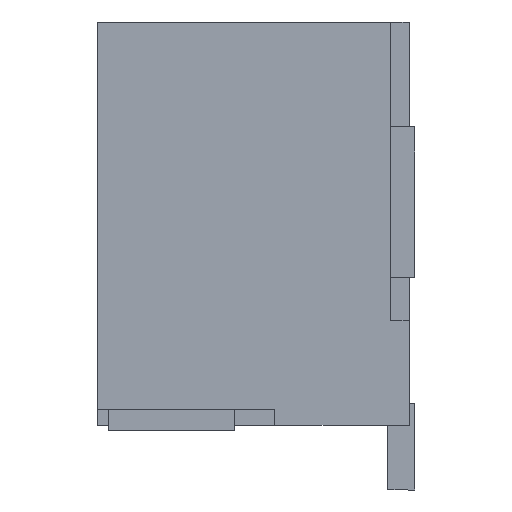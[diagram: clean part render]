
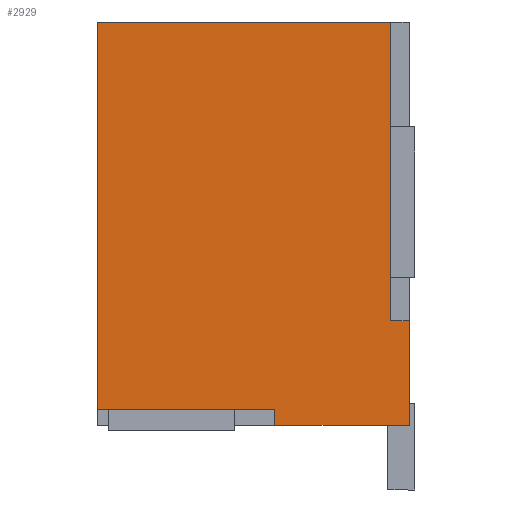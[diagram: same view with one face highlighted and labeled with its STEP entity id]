
A CAD part, left-side view. The second image highlights one B-rep face of the part: STEP entity #2929.
In plain terms, the highlighted planar face has unit normal (-1, 0, 0).
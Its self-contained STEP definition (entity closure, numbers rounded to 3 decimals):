
#1 = CARTESIAN_POINT ( 'NONE',  ( -3.75, 5.8, 3.75 ) ) ;
#2 = LINE ( 'NONE', #1, #4 ) ;
#3 = DIRECTION ( 'NONE',  ( 0., 0., -1. ) ) ;
#4 = VECTOR ( 'NONE', #3, 1000. ) ;
#5 = CARTESIAN_POINT ( 'NONE',  ( -3.75, 0., 3.75 ) ) ;
#6 = LINE ( 'NONE', #5, #17 ) ;
#16 = DIRECTION ( 'NONE',  ( 0., 1., 0. ) ) ;
#17 = VECTOR ( 'NONE', #16, 1000. ) ;
#25 = CARTESIAN_POINT ( 'NONE',  ( -3.75, 2.5, -3.45 ) ) ;
#80 = DIRECTION ( 'NONE',  ( 0., 1., 0. ) ) ;
#81 = VECTOR ( 'NONE', #80, 1000. ) ;
#82 = CARTESIAN_POINT ( 'NONE',  ( -3.75, 2.5, -3.45 ) ) ;
#83 = LINE ( 'NONE', #82, #81 ) ;
#131 = CARTESIAN_POINT ( 'NONE',  ( -3.75, 0.35, -1.8 ) ) ;
#132 = DIRECTION ( 'NONE',  ( 0., 0., 1. ) ) ;
#133 = VECTOR ( 'NONE', #132, 1000. ) ;
#134 = CARTESIAN_POINT ( 'NONE',  ( -3.75, 0.35, -1.8 ) ) ;
#135 = LINE ( 'NONE', #134, #133 ) ;
#136 = CARTESIAN_POINT ( 'NONE',  ( -3.75, 0.35, 3.75 ) ) ;
#172 = CARTESIAN_POINT ( 'NONE',  ( -3.75, 0., -1.8 ) ) ;
#238 = CARTESIAN_POINT ( 'NONE',  ( -3.75, 5.8, -3.45 ) ) ;
#264 = CARTESIAN_POINT ( 'NONE',  ( -3.75, 0., -3.75 ) ) ;
#353 = CARTESIAN_POINT ( 'NONE',  ( -3.75, 5.8, 3.75 ) ) ;
#406 = DIRECTION ( 'NONE',  ( 0., 1., 0. ) ) ;
#407 = DIRECTION ( 'NONE',  ( 1., 0., 0. ) ) ;
#408 = CARTESIAN_POINT ( 'NONE',  ( -3.75, 0., 3.75 ) ) ;
#409 = AXIS2_PLACEMENT_3D ( 'NONE', #408, #407, #406 ) ;
#410 = PLANE ( 'NONE',  #409 ) ;
#432 = LINE ( 'NONE', #440, #436 ) ;
#436 = VECTOR ( 'NONE', #442, 1000. ) ;
#440 = CARTESIAN_POINT ( 'NONE',  ( -3.75, 0., -1.8 ) ) ;
#442 = DIRECTION ( 'NONE',  ( 0., -1., 0. ) ) ;
#448 = FACE_OUTER_BOUND ( 'NONE', #2933, .T. ) ;
#2466 = CARTESIAN_POINT ( 'NONE',  ( -3.75, 2.5, -3.75 ) ) ;
#2554 = DIRECTION ( 'NONE',  ( 0., -1., 0. ) ) ;
#2555 = VECTOR ( 'NONE', #2554, 1000. ) ;
#2556 = CARTESIAN_POINT ( 'NONE',  ( -3.75, 0., -3.75 ) ) ;
#2557 = LINE ( 'NONE', #2556, #2555 ) ;
#2571 = CARTESIAN_POINT ( 'NONE',  ( -3.75, 2.5, -3.75 ) ) ;
#2573 = VECTOR ( 'NONE', #2574, 1000. ) ;
#2574 = DIRECTION ( 'NONE',  ( 0., 0., 1. ) ) ;
#2578 = LINE ( 'NONE', #2571, #2573 ) ;
#2673 = VERTEX_POINT ( 'NONE', #25 ) ;
#2699 = VERTEX_POINT ( 'NONE', #172 ) ;
#2705 = VERTEX_POINT ( 'NONE', #238 ) ;
#2734 = VERTEX_POINT ( 'NONE', #136 ) ;
#2736 = EDGE_CURVE ( 'NONE', #2737, #2734, #135, .T. ) ;
#2737 = VERTEX_POINT ( 'NONE', #131 ) ;
#2755 = EDGE_CURVE ( 'NONE', #2673, #2705, #83, .T. ) ;
#2795 = ORIENTED_EDGE ( 'NONE', *, *, #2834, .T. ) ;
#2798 = VERTEX_POINT ( 'NONE', #264 ) ;
#2805 = VERTEX_POINT ( 'NONE', #353 ) ;
#2827 = EDGE_CURVE ( 'NONE', #2734, #2805, #6, .T. ) ;
#2834 = EDGE_CURVE ( 'NONE', #2798, #2699, #3108, .T. ) ;
#2848 = EDGE_CURVE ( 'NONE', #2805, #2705, #2, .T. ) ;
#2883 = EDGE_CURVE ( 'NONE', #2885, #2798, #2557, .T. ) ;
#2885 = VERTEX_POINT ( 'NONE', #2466 ) ;
#2916 = EDGE_CURVE ( 'NONE', #2885, #2673, #2578, .T. ) ;
#2918 = EDGE_CURVE ( 'NONE', #2737, #2699, #432, .T. ) ;
#2919 = ORIENTED_EDGE ( 'NONE', *, *, #2827, .T. ) ;
#2924 = ORIENTED_EDGE ( 'NONE', *, *, #2883, .T. ) ;
#2925 = ORIENTED_EDGE ( 'NONE', *, *, #2916, .F. ) ;
#2929 = ADVANCED_FACE ( 'NONE', ( #448 ), #410, .F. ) ;
#2930 = ORIENTED_EDGE ( 'NONE', *, *, #2918, .F. ) ;
#2933 = EDGE_LOOP ( 'NONE', ( #2930, #2935, #2919, #2946, #2936, #2925, #2924, #2795 ) ) ;
#2935 = ORIENTED_EDGE ( 'NONE', *, *, #2736, .T. ) ;
#2936 = ORIENTED_EDGE ( 'NONE', *, *, #2755, .F. ) ;
#2946 = ORIENTED_EDGE ( 'NONE', *, *, #2848, .T. ) ;
#3108 = LINE ( 'NONE', #3112, #3111 ) ;
#3110 = DIRECTION ( 'NONE',  ( 0., 0., 1. ) ) ;
#3111 = VECTOR ( 'NONE', #3110, 1000. ) ;
#3112 = CARTESIAN_POINT ( 'NONE',  ( -3.75, 0., 3.75 ) ) ;
